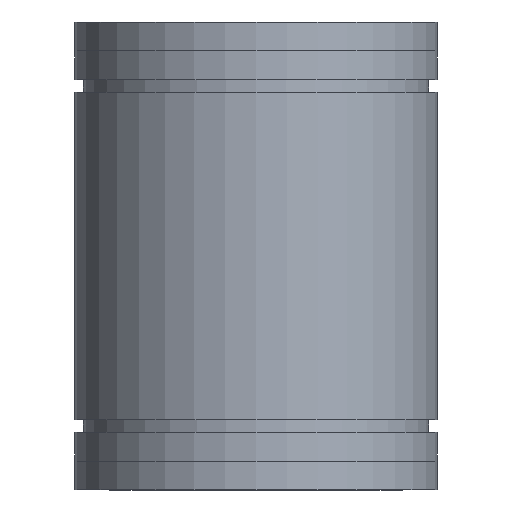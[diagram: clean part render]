
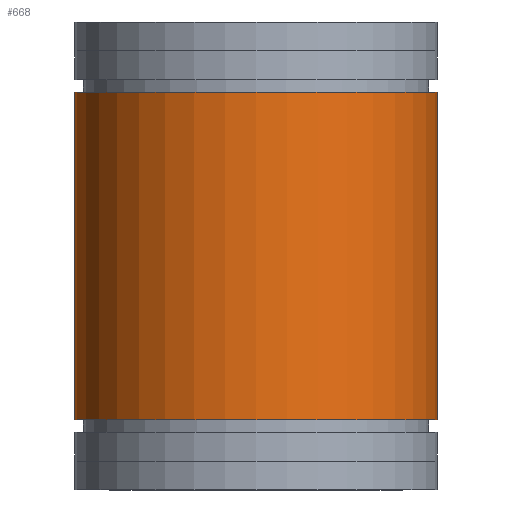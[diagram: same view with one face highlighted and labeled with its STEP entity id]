
A CAD part, front view. The second image highlights one B-rep face of the part: STEP entity #668.
In plain terms, the highlighted cylindrical face has radius 31 mm (diameter 62 mm), a full revolution.
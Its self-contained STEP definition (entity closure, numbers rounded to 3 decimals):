
#27 = FACE_OUTER_BOUND ( 'NONE', #82, .T. ) ;
#67 = EDGE_LOOP ( 'NONE', ( #77 ) ) ;
#77 = ORIENTED_EDGE ( 'NONE', *, *, #553, .T. ) ;
#82 = EDGE_LOOP ( 'NONE', ( #186 ) ) ;
#103 = CYLINDRICAL_SURFACE ( 'NONE', #608, 31. ) ;
#106 = CIRCLE ( 'NONE', #565, 31. ) ;
#152 = CIRCLE ( 'NONE', #585, 31. ) ;
#186 = ORIENTED_EDGE ( 'NONE', *, *, #559, .F. ) ;
#193 = FACE_OUTER_BOUND ( 'NONE', #67, .T. ) ;
#269 = DIRECTION ( 'NONE',  ( 0., 0., 1. ) ) ;
#272 = CARTESIAN_POINT ( 'NONE',  ( 0., 0., -68. ) ) ;
#275 = DIRECTION ( 'NONE',  ( 1., 0., 0. ) ) ;
#285 = CARTESIAN_POINT ( 'NONE',  ( 0., 0., -12. ) ) ;
#292 = DIRECTION ( 'NONE',  ( 0., 0., 1. ) ) ;
#293 = DIRECTION ( 'NONE',  ( 1., 0., 0. ) ) ;
#355 = DIRECTION ( 'NONE',  ( 1., 0., 0. ) ) ;
#358 = CARTESIAN_POINT ( 'NONE',  ( 0., 0., 0. ) ) ;
#359 = DIRECTION ( 'NONE',  ( 0., 0., 1. ) ) ;
#512 = VERTEX_POINT ( 'NONE', #513 ) ;
#513 = CARTESIAN_POINT ( 'NONE',  ( 31., 0., -68. ) ) ;
#524 = VERTEX_POINT ( 'NONE', #525 ) ;
#525 = CARTESIAN_POINT ( 'NONE',  ( 31., 0., -12. ) ) ;
#553 = EDGE_CURVE ( 'NONE', #512, #512, #106, .T. ) ;
#559 = EDGE_CURVE ( 'NONE', #524, #524, #152, .T. ) ;
#565 = AXIS2_PLACEMENT_3D ( 'NONE', #272, #269, #275 ) ;
#585 = AXIS2_PLACEMENT_3D ( 'NONE', #285, #292, #293 ) ;
#608 = AXIS2_PLACEMENT_3D ( 'NONE', #358, #359, #355 ) ;
#668 = ADVANCED_FACE ( 'NONE', ( #27, #193 ), #103, .T. ) ;
